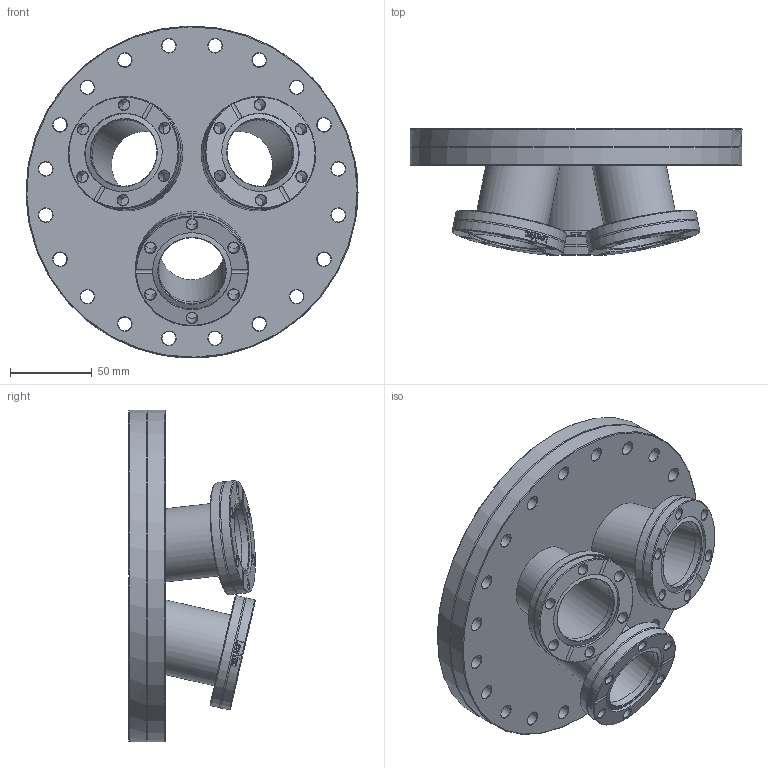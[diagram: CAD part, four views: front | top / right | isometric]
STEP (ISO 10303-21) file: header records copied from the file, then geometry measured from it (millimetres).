
FILE_DESCRIPTION(/* description */ (''),/* implementation_level */ '2;1');
FILE_NAME(/* name */ 'FL-CL160_3X40CF.stp',/* time_stamp */ '2018-03-05T14:30:51+00:00',/* author */ ('paul'),/* organization */ (''),/* preprocessor_version */ 'ST-DEVELOPER v17',/* originating_system */ 'Autodesk Inventor 2018',/* authorisation */ '');
FILE_SCHEMA (('AUTOMOTIVE_DESIGN { 1 0 10303 214 3 1 1 }'));
Length unit declared in the file: millimetre
Products named in the file (4): FL-CL160_3X40CF; FL-160CF bored three; tube for three 13 degrees; FL-40CF-45
Assembly tree (7 placements, depth 2):
  FL-CL160_3X40CF
    FL-160CF bored three
    tube for three 13 degrees  x3
    FL-40CF-45  x3
Bounding box: 203 x 77.45 x 202.98 mm (x, y, z)
Volume: 689848.9 mm3; surface area: 174675 mm2
Topology: 7 solids, 7 shells, 562 faces, 1552 edges, 1041 vertices
Faces by surface type: plane 181, bspline 176, cylinder 105, cone 96, torus 4
Full cylindrical faces by diameter (mm): 6.7 x18, 8.4 x20, 41.3 x6, 44.5 x6, 44.7 x3, 48.26 x3, 69.1 x6, 171.4 x1, 203 x2
Entity records: 24015 total; most frequent: CARTESIAN_POINT 16492, ORIENTED_EDGE 1652, DIRECTION 1313, EDGE_CURVE 826, VERTEX_POINT 548, AXIS2_PLACEMENT_3D 502, EDGE_LOOP 378, LINE 309
